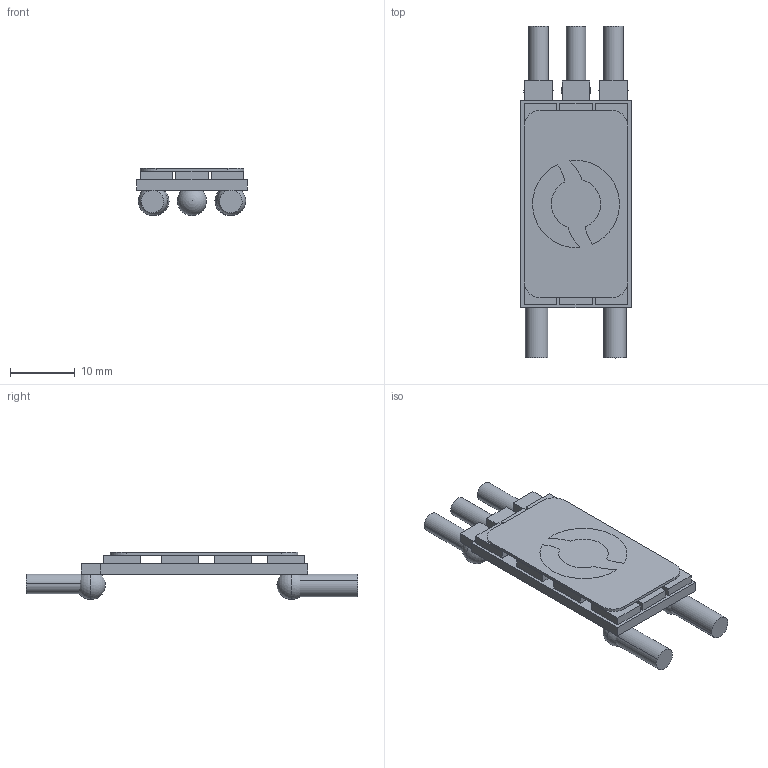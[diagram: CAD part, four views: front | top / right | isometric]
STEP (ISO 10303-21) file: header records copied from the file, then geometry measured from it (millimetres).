
FILE_DESCRIPTION (( 'STEP AP214' ), '1' );
FILE_NAME ('BESC-R3.STEP', '2017-11-07T18:10:40', ( '' ), ( '' ), 'SwSTEP 2.0', 'SolidWorks 2016', '' );
FILE_SCHEMA (( 'AUTOMOTIVE_DESIGN' ));
Length unit declared in the file: millimetre
Products named in the file (7): 14AWG Wire; BASICESC-E-MOSFET; 16AWG Wire; BASICESC-M-HEAT-SPREADER-X1; BASICESC-G-PCB-X1; Solder Bead; BESC-R3
Assembly tree (24 placements, depth 2):
  BESC-R3
    BASICESC-G-PCB-X1
    BASICESC-E-MOSFET  x12
    BASICESC-M-HEAT-SPREADER-X1
    Solder Bead  x5
    14AWG Wire  x2
    16AWG Wire  x3
Bounding box: 17.1 x 51.29 x 7.28 mm (x, y, z)
Volume: 2224.7 mm3; surface area: 4235.4 mm2
Topology: 24 solids, 24 shells, 154 faces, 333 edges, 222 vertices
Faces by surface type: plane 116, cylinder 14, bspline 14, sphere 10
Entity records: 2682 total; most frequent: CARTESIAN_POINT 506, DIRECTION 288, ORIENTED_EDGE 284, EDGE_CURVE 142, AXIS2_PLACEMENT_3D 97, VERTEX_POINT 95, VECTOR 94, LINE 94
